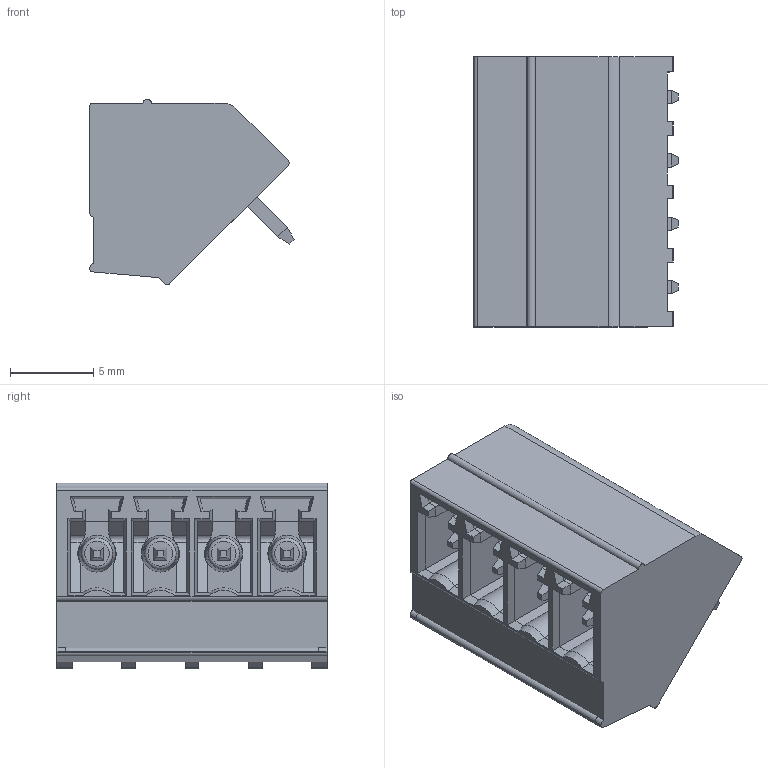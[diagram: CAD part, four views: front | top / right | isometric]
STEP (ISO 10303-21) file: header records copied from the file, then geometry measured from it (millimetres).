
FILE_DESCRIPTION( ( 'STEP AP214' ), '1' );
FILE_NAME( 'ME630-38104-20230315.stp', '2023-03-15T05:36:51', ( ' ' ), ( ' ' ), 'XStep 1.0', ' ', ' ' );
FILE_SCHEMA( ( 'CONFIG_CONTROL_DESIGN) ( )' ) );
Length unit declared in the file: metre
Products named in the file (1): 1
Bounding box: 12.3 x 16.24 x 11.18 mm (x, y, z)
Volume: 780.6 mm3; surface area: 2073.6 mm2
Topology: 1 solids, 1 shells, 415 faces, 1063 edges, 666 vertices
Faces by surface type: plane 341, cylinder 62, cone 8, torus 4
Entity records: 15611 total; most frequent: CARTESIAN_POINT 2225, ORIENTED_EDGE 2110, DIRECTION 2005, EDGE_CURVE 1055, LINE 889, VECTOR 889, VERTEX_POINT 666, AXIS2_PLACEMENT_3D 558
